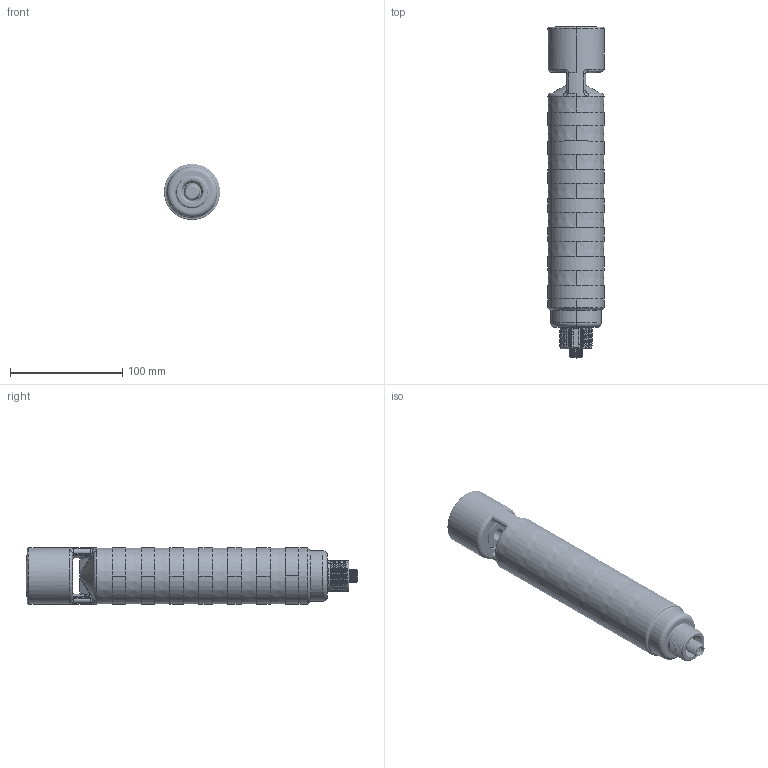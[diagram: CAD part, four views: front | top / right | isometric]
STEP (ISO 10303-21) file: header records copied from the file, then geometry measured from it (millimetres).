
FILE_DESCRIPTION((''),'2;1');
FILE_NAME('205869_ASM','2018-04-27T',('pdmadmin'),('BANNER ENGINEERING'),'CREO PARAMETRIC BY PTC INC, 2016260','CREO PARAMETRIC BY PTC INC, 2016260','');
FILE_SCHEMA(('CONFIG_CONTROL_DESIGN'));
Products named in the file (10): 168245; 168246; 168302; 168401; 158948; 158231_WEB; 140410_GENERIC; 141960; 41089_NO_ORING; 205869_ASM
Assembly tree (21 placements, depth 2):
  205869_ASM
    168245
    168246
    168302
    168401
    158948  x7
    158231_WEB  x7
    140410_GENERIC
    141960
    41089_NO_ORING
Bounding box: 50 x 296.42 x 50 mm (x, y, z)
Volume: 184893.6 mm3; surface area: 190797.8 mm2
Topology: 21 solids, 21 shells, 2961 faces, 7731 edges, 5008 vertices
Faces by surface type: plane 1477, cylinder 767, bspline 335, cone 300, torus 80, sphere 2
Entity records: 75392 total; most frequent: CARTESIAN_POINT 51363, ORIENTED_EDGE 5374, DIRECTION 4365, EDGE_CURVE 2687, VERTEX_POINT 1708, AXIS2_PLACEMENT_3D 1658, EDGE_LOOP 1139, FACE_OUTER_BOUND 1059
